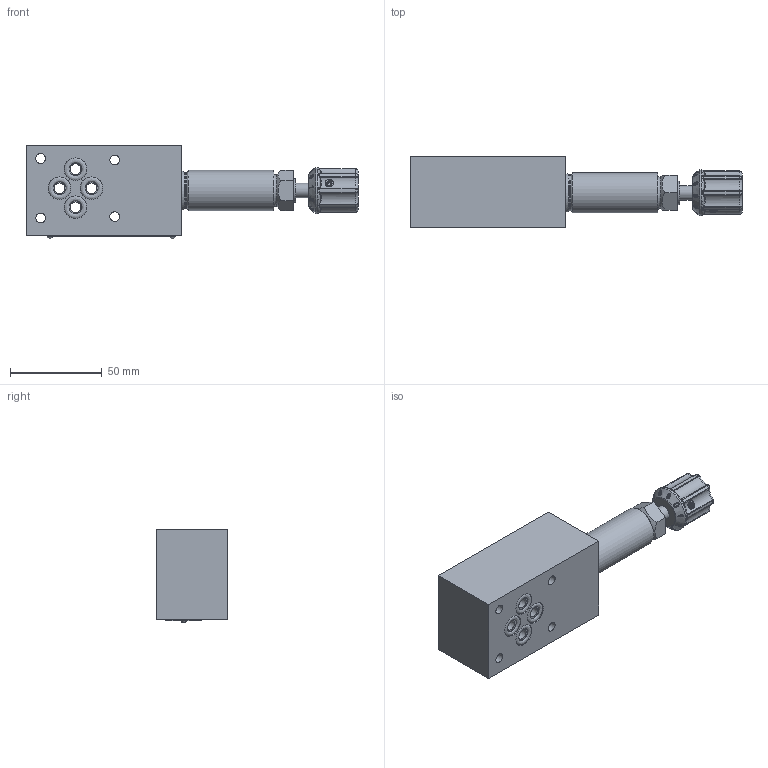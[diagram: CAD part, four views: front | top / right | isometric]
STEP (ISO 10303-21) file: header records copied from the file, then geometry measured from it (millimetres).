
FILE_DESCRIPTION (( 'STEP AP214' ), '1' );
FILE_NAME ('DB...-6I-A-...-D-A.STEP', '2024-06-24T07:10:07', ( '' ), ( '' ), 'SwSTEP 2.0', 'SolidWorks 2022', '' );
FILE_SCHEMA (( 'AUTOMOTIVE_DESIGN' ));
Length unit declared in the file: millimetre
Products named in the file (1): DB...-6I-A-...-D-A
Bounding box: 181.4 x 39.08 x 51.09 mm (x, y, z)
Volume: 190000 mm3; surface area: 32133.9 mm2
Topology: 1 solids, 1 shells, 716 faces, 1810 edges, 1159 vertices
Faces by surface type: plane 376, bspline 217, cylinder 66, torus 33, cone 22, sphere 2
Full cylindrical faces by diameter (mm): 1 x1, 2.35 x1, 5.3 x4, 5.8 x4, 8 x1, 8.5 x1, 12.35 x4, 12.9 x1, 17 x1, 17.3 x1, 17.303 x1, 17.4 x1, 19.7 x1, 22 x1, 25.2 x1
Entity records: 28696 total; most frequent: CARTESIAN_POINT 13188, ORIENTED_EDGE 3476, DIRECTION 2463, EDGE_CURVE 1738, VERTEX_POINT 1149, VECTOR 1053, LINE 1053, EDGE_LOOP 857
